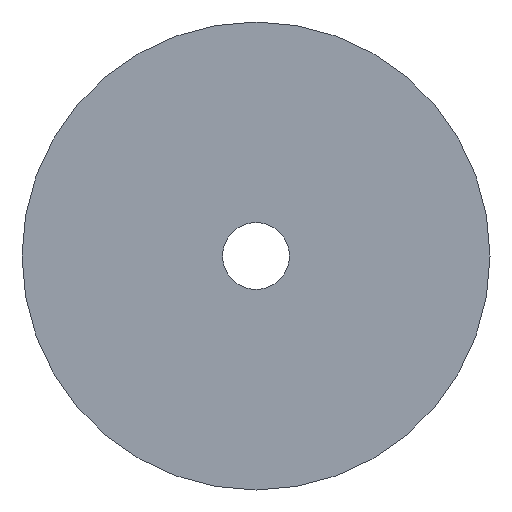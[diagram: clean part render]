
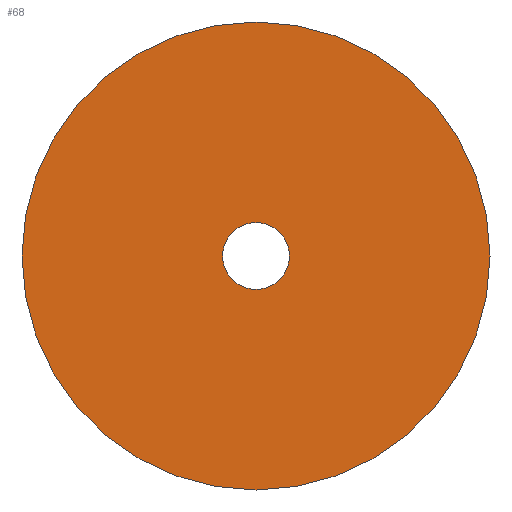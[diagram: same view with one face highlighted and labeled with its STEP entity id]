
A CAD part, front view. The second image highlights one B-rep face of the part: STEP entity #68.
In plain terms, the highlighted planar face has unit normal (0, -1, 0).
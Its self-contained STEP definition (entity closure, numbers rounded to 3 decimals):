
#21=FACE_BOUND('',#33,.T.);
#23=PLANE('',#91);
#27=FACE_OUTER_BOUND('',#32,.T.);
#32=EDGE_LOOP('',(#62));
#33=EDGE_LOOP('',(#63));
#39=CIRCLE('',#86,2.5);
#41=CIRCLE('',#90,17.5);
#43=VERTEX_POINT('',#122);
#45=VERTEX_POINT('',#129);
#48=EDGE_CURVE('',#43,#43,#39,.T.);
#51=EDGE_CURVE('',#45,#45,#41,.T.);
#62=ORIENTED_EDGE('',*,*,#51,.F.);
#63=ORIENTED_EDGE('',*,*,#48,.F.);
#68=ADVANCED_FACE('',(#27,#21),#23,.F.);
#86=AXIS2_PLACEMENT_3D('',#124,#102,#103);
#90=AXIS2_PLACEMENT_3D('',#131,#111,#112);
#91=AXIS2_PLACEMENT_3D('',#132,#113,#114);
#102=DIRECTION('center_axis',(0.,-1.,0.));
#103=DIRECTION('ref_axis',(-1.,0.,0.));
#111=DIRECTION('center_axis',(0.,1.,0.));
#112=DIRECTION('ref_axis',(-1.,0.,0.));
#113=DIRECTION('center_axis',(0.,1.,0.));
#114=DIRECTION('ref_axis',(-1.,0.,0.));
#122=CARTESIAN_POINT('',(2.5,-21.5,-36.5));
#124=CARTESIAN_POINT('Origin',(0.,-21.5,-36.5));
#129=CARTESIAN_POINT('',(17.5,-21.5,-36.5));
#131=CARTESIAN_POINT('Origin',(0.,-21.5,-36.5));
#132=CARTESIAN_POINT('Origin',(0.,-21.5,-36.5));
